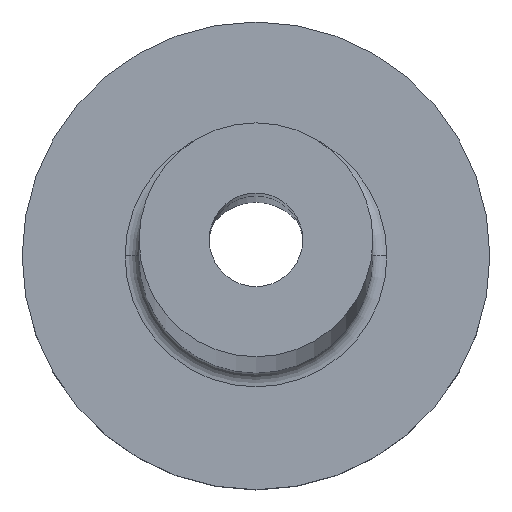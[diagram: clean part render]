
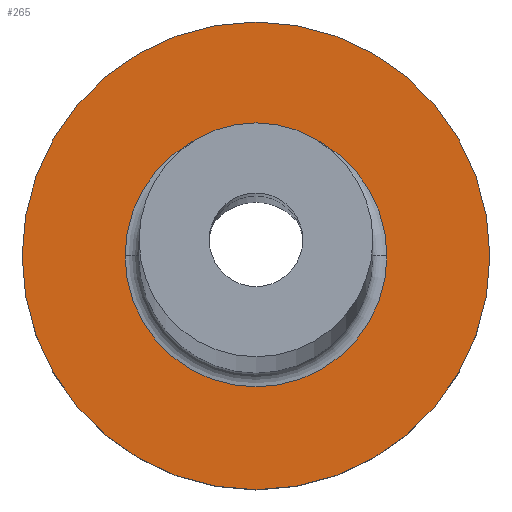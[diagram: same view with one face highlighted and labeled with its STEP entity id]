
A CAD part, top view. The second image highlights one B-rep face of the part: STEP entity #265.
In plain terms, the highlighted planar face has unit normal (0, 0, 1).
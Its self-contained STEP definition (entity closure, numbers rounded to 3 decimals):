
#4 = CARTESIAN_POINT ( 'NONE',  ( 5., 0., 3. ) ) ;
#43 = EDGE_CURVE ( 'NONE', #409, #421, #104, .T. ) ;
#46 = PLANE ( 'NONE',  #192 ) ;
#63 = CARTESIAN_POINT ( 'NONE',  ( -5., 0., 3. ) ) ;
#66 = CARTESIAN_POINT ( 'NONE',  ( 2.8, 0., 3. ) ) ;
#75 = DIRECTION ( 'NONE',  ( 1., 0., 0. ) ) ;
#83 = FACE_BOUND ( 'NONE', #374, .T. ) ;
#93 = EDGE_CURVE ( 'NONE', #276, #342, #293, .T. ) ;
#104 = CIRCLE ( 'NONE', #422, 2.8 ) ;
#109 = CARTESIAN_POINT ( 'NONE',  ( -2.8, 0., 3. ) ) ;
#130 = CARTESIAN_POINT ( 'NONE',  ( 0., 0., 3. ) ) ;
#140 = CARTESIAN_POINT ( 'NONE',  ( 0., 0., 3. ) ) ;
#151 = CIRCLE ( 'NONE', #232, 2.8 ) ;
#161 = DIRECTION ( 'NONE',  ( 0., 0., 1. ) ) ;
#191 = EDGE_CURVE ( 'NONE', #421, #409, #151, .T. ) ;
#192 = AXIS2_PLACEMENT_3D ( 'NONE', #140, #357, #75 ) ;
#201 = CARTESIAN_POINT ( 'NONE',  ( 0., 0., 3. ) ) ;
#204 = DIRECTION ( 'NONE',  ( 0., 0., -1. ) ) ;
#227 = DIRECTION ( 'NONE',  ( 0., 0., 1. ) ) ;
#232 = AXIS2_PLACEMENT_3D ( 'NONE', #201, #204, #448 ) ;
#234 = DIRECTION ( 'NONE',  ( 1., 0., 0. ) ) ;
#235 = ORIENTED_EDGE ( 'NONE', *, *, #245, .T. ) ;
#245 = EDGE_CURVE ( 'NONE', #342, #276, #425, .T. ) ;
#265 = ADVANCED_FACE ( 'NONE', ( #83, #407 ), #46, .T. ) ;
#276 = VERTEX_POINT ( 'NONE', #63 ) ;
#290 = CARTESIAN_POINT ( 'NONE',  ( 0., 0., 3. ) ) ;
#293 = CIRCLE ( 'NONE', #384, 5. ) ;
#296 = ORIENTED_EDGE ( 'NONE', *, *, #93, .T. ) ;
#322 = EDGE_LOOP ( 'NONE', ( #296, #235 ) ) ;
#342 = VERTEX_POINT ( 'NONE', #4 ) ;
#357 = DIRECTION ( 'NONE',  ( 0., 0., 1. ) ) ;
#366 = CARTESIAN_POINT ( 'NONE',  ( 0., 0., 3. ) ) ;
#374 = EDGE_LOOP ( 'NONE', ( #419, #412 ) ) ;
#384 = AXIS2_PLACEMENT_3D ( 'NONE', #290, #227, #437 ) ;
#398 = DIRECTION ( 'NONE',  ( 0., 0., -1. ) ) ;
#407 = FACE_OUTER_BOUND ( 'NONE', #322, .T. ) ;
#409 = VERTEX_POINT ( 'NONE', #66 ) ;
#412 = ORIENTED_EDGE ( 'NONE', *, *, #191, .T. ) ;
#419 = ORIENTED_EDGE ( 'NONE', *, *, #43, .T. ) ;
#421 = VERTEX_POINT ( 'NONE', #109 ) ;
#422 = AXIS2_PLACEMENT_3D ( 'NONE', #366, #398, #430 ) ;
#425 = CIRCLE ( 'NONE', #443, 5. ) ;
#430 = DIRECTION ( 'NONE',  ( 1., 0., 0. ) ) ;
#437 = DIRECTION ( 'NONE',  ( 1., 0., 0. ) ) ;
#443 = AXIS2_PLACEMENT_3D ( 'NONE', #130, #161, #234 ) ;
#448 = DIRECTION ( 'NONE',  ( 1., 0., 0. ) ) ;
